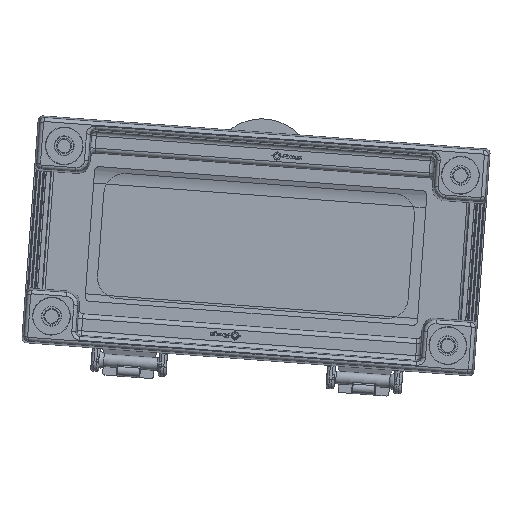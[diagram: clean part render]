
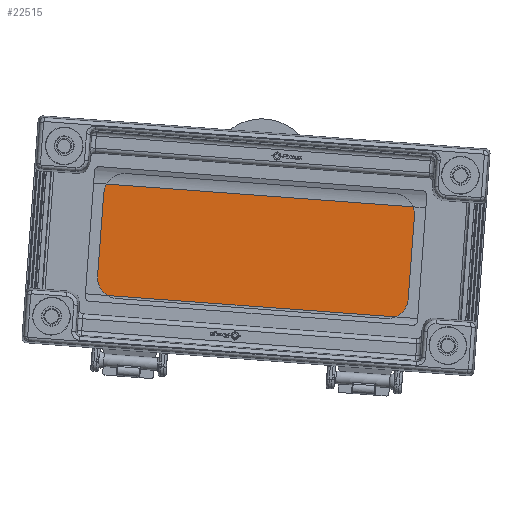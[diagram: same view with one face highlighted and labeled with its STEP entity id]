
A CAD part, top view. The second image highlights one B-rep face of the part: STEP entity #22515.
In plain terms, the highlighted planar face has unit normal (0, 0, 1).
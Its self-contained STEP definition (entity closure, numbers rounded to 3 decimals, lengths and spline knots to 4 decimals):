
#853=FACE_OUTER_BOUND('',#2165,.T.);
#2165=EDGE_LOOP('',(#14282,#14283,#14284,#14285,#14286,#14287,#14288,#14289));
#3533=CIRCLE('',#23855,0.1772);
#3534=CIRCLE('',#23859,0.1772);
#3538=CIRCLE('',#23867,0.1772);
#3542=CIRCLE('',#23875,0.1788);
#4355=LINE('',#32963,#6278);
#4365=LINE('',#32998,#6288);
#4371=LINE('',#33236,#6294);
#4372=LINE('',#33237,#6295);
#6278=VECTOR('',#25759,2.4064);
#6288=VECTOR('',#25787,0.6898);
#6294=VECTOR('',#25815,0.6898);
#6295=VECTOR('',#25816,2.562);
#8831=VERTEX_POINT('',#32947);
#8834=VERTEX_POINT('',#32958);
#8835=VERTEX_POINT('',#32962);
#8837=VERTEX_POINT('',#32975);
#8845=VERTEX_POINT('',#32997);
#8846=VERTEX_POINT('',#33001);
#8850=VERTEX_POINT('',#33221);
#8851=VERTEX_POINT('',#33222);
#10891=EDGE_CURVE('',#8831,#8834,#3533,.T.);
#10892=EDGE_CURVE('',#8835,#8831,#4355,.T.);
#10896=EDGE_CURVE('',#8837,#8835,#3534,.T.);
#10907=EDGE_CURVE('',#8837,#8845,#4365,.T.);
#10909=EDGE_CURVE('',#8846,#8845,#3538,.T.);
#10920=EDGE_CURVE('',#8850,#8851,#3542,.T.);
#10924=EDGE_CURVE('',#8850,#8834,#4371,.T.);
#10925=EDGE_CURVE('',#8846,#8851,#4372,.T.);
#14282=ORIENTED_EDGE('',*,*,#10907,.F.);
#14283=ORIENTED_EDGE('',*,*,#10896,.T.);
#14284=ORIENTED_EDGE('',*,*,#10892,.T.);
#14285=ORIENTED_EDGE('',*,*,#10891,.T.);
#14286=ORIENTED_EDGE('',*,*,#10924,.F.);
#14287=ORIENTED_EDGE('',*,*,#10920,.T.);
#14288=ORIENTED_EDGE('',*,*,#10925,.F.);
#14289=ORIENTED_EDGE('',*,*,#10909,.T.);
#20578=PLANE('',#23876);
#22515=ADVANCED_FACE('',(#853),#20578,.F.);
#23855=AXIS2_PLACEMENT_3D('',#32960,#25755,#25756);
#23859=AXIS2_PLACEMENT_3D('',#32976,#25766,#25767);
#23867=AXIS2_PLACEMENT_3D('',#33002,#25791,#25792);
#23875=AXIS2_PLACEMENT_3D('',#33223,#25809,#25810);
#23876=AXIS2_PLACEMENT_3D('',#33235,#25813,#25814);
#25755=DIRECTION('center_axis',(0.,0.,
1.));
#25756=DIRECTION('ref_axis',(0.391,-0.92,0.));
#25759=DIRECTION('',(0.997,-0.074,0.));
#25766=DIRECTION('center_axis',(0.,0.,
1.));
#25767=DIRECTION('ref_axis',(-0.997,0.074,0.));
#25787=DIRECTION('',(0.074,0.997,0.));
#25791=DIRECTION('center_axis',(0.,0.,
1.));
#25792=DIRECTION('ref_axis',(-0.864,0.503,0.));
#25809=DIRECTION('center_axis',(0.,0.,
1.));
#25810=DIRECTION('ref_axis',(0.997,-0.074,0.));
#25813=DIRECTION('center_axis',(0.,0.,
-1.));
#25814=DIRECTION('ref_axis',(0.074,0.997,0.));
#25815=DIRECTION('',(-0.074,-0.997,0.));
#25816=DIRECTION('',(0.997,-0.074,0.));
#32947=CARTESIAN_POINT('',(1.481,-1.4561,-0.287));
#32958=CARTESIAN_POINT('',(1.5884,-1.3061,-0.287));
#32960=CARTESIAN_POINT('Origin',(1.4117,-1.293,-0.287));
#32962=CARTESIAN_POINT('',(-0.9188,-1.2778,-0.287));
#32963=CARTESIAN_POINT('',(-0.9188,-1.2778,-0.287));
#32975=CARTESIAN_POINT('',(-1.0029,-1.1136,-0.287));
#32976=CARTESIAN_POINT('Origin',(-0.8262,-1.1268,-0.287));
#32997=CARTESIAN_POINT('',(-0.9518,-0.4257,-0.287));
#32998=CARTESIAN_POINT('',(-1.0029,-1.1136,-0.287));
#33001=CARTESIAN_POINT('',(-0.9281,-0.348,-0.287));
#33002=CARTESIAN_POINT('Origin',(-0.775,-0.4372,
-0.287));
#33221=CARTESIAN_POINT('',(1.6395,-0.6182,-0.287));
#33222=CARTESIAN_POINT('',(1.6269,-0.5378,-0.287));
#33223=CARTESIAN_POINT('Origin',(1.4611,-0.605,-0.287));
#33235=CARTESIAN_POINT('Origin',(-1.525,-1.2328,-0.287));
#33236=CARTESIAN_POINT('',(1.6395,-0.6182,-0.287));
#33237=CARTESIAN_POINT('',(-0.9281,-0.348,-0.287));
